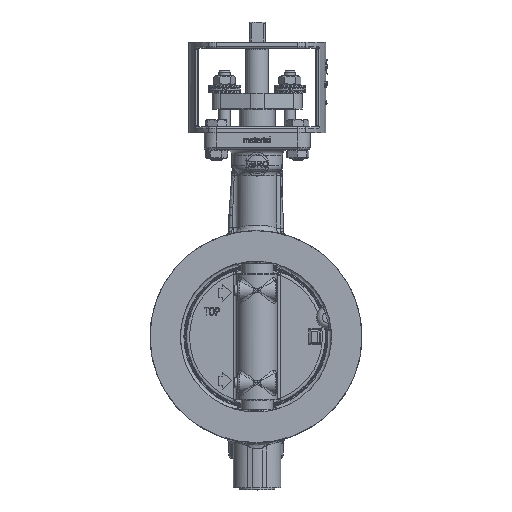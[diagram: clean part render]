
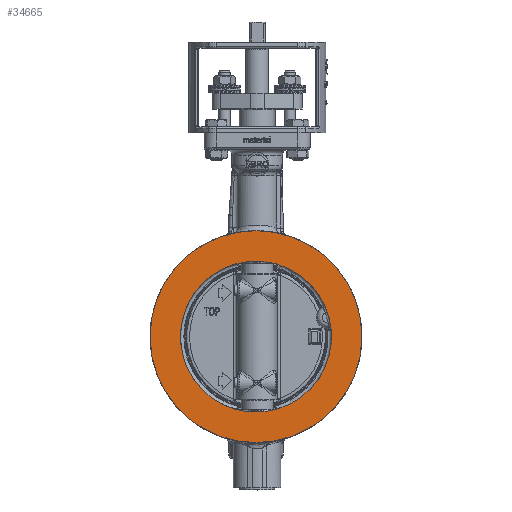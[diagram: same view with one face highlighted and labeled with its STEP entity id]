
A CAD part, top view. The second image highlights one B-rep face of the part: STEP entity #34665.
In plain terms, the highlighted planar face has unit normal (0, 0, 1).
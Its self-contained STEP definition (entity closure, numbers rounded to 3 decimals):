
#6690=PLANE('',#37429);
#7069=FACE_BOUND('',#11451,.T.);
#9070=FACE_OUTER_BOUND('',#11450,.T.);
#11450=EDGE_LOOP('',(#29838));
#11451=EDGE_LOOP('',(#29839,#29840,#29841,#29842));
#12733=CIRCLE('',#36827,9.4);
#12914=CIRCLE('',#37414,1.);
#12924=CIRCLE('',#37430,1.);
#12925=CIRCLE('',#37431,6.7);
#12926=CIRCLE('',#37432,6.7);
#15089=VERTEX_POINT('',#100484);
#15982=VERTEX_POINT('',#108133);
#15983=VERTEX_POINT('',#108135);
#15996=VERTEX_POINT('',#108300);
#15997=VERTEX_POINT('',#108301);
#19243=EDGE_CURVE('',#15089,#15089,#12733,.T.);
#20666=EDGE_CURVE('',#15983,#15982,#12914,.T.);
#20689=EDGE_CURVE('',#15996,#15997,#12924,.T.);
#20690=EDGE_CURVE('',#15997,#15983,#12925,.T.);
#20691=EDGE_CURVE('',#15982,#15996,#12926,.T.);
#29838=ORIENTED_EDGE('',*,*,#19243,.T.);
#29839=ORIENTED_EDGE('',*,*,#20689,.T.);
#29840=ORIENTED_EDGE('',*,*,#20690,.T.);
#29841=ORIENTED_EDGE('',*,*,#20666,.T.);
#29842=ORIENTED_EDGE('',*,*,#20691,.T.);
#34665=ADVANCED_FACE('',(#9070,#7069),#6690,.F.);
#36827=AXIS2_PLACEMENT_3D('',#100485,#42524,#42525);
#37414=AXIS2_PLACEMENT_3D('',#108136,#44439,#44440);
#37429=AXIS2_PLACEMENT_3D('',#108299,#44474,#44475);
#37430=AXIS2_PLACEMENT_3D('',#108302,#44476,#44477);
#37431=AXIS2_PLACEMENT_3D('',#108303,#44478,#44479);
#37432=AXIS2_PLACEMENT_3D('',#108304,#44480,#44481);
#42524=DIRECTION('center_axis',(0.,0.,1.));
#42525=DIRECTION('ref_axis',(0.,-1.,0.));
#44439=DIRECTION('center_axis',(0.,0.,-1.));
#44440=DIRECTION('ref_axis',(0.,-1.,0.));
#44474=DIRECTION('center_axis',(0.,0.,-1.));
#44475=DIRECTION('ref_axis',(-1.,0.,0.));
#44476=DIRECTION('center_axis',(0.,0.,-1.));
#44477=DIRECTION('ref_axis',(0.,1.,0.));
#44478=DIRECTION('center_axis',(0.,0.,-1.));
#44479=DIRECTION('ref_axis',(0.,-1.,0.));
#44480=DIRECTION('center_axis',(0.,0.,-1.));
#44481=DIRECTION('ref_axis',(0.,-1.,0.));
#100484=CARTESIAN_POINT('',(0.,9.4,2.36));
#100485=CARTESIAN_POINT('Origin',(0.,0.,2.36));
#108133=CARTESIAN_POINT('',(1.662,-6.491,2.36));
#108135=CARTESIAN_POINT('',(1.918,-6.42,2.36));
#108136=CARTESIAN_POINT('Origin',(1.525,-5.5,2.36));
#108299=CARTESIAN_POINT('Origin',(8.05,0.,2.36));
#108300=CARTESIAN_POINT('',(1.662,6.491,2.36));
#108301=CARTESIAN_POINT('',(1.918,6.42,2.36));
#108302=CARTESIAN_POINT('Origin',(1.525,5.5,2.36));
#108303=CARTESIAN_POINT('Origin',(0.,0.,2.36));
#108304=CARTESIAN_POINT('Origin',(0.,0.,2.36));
